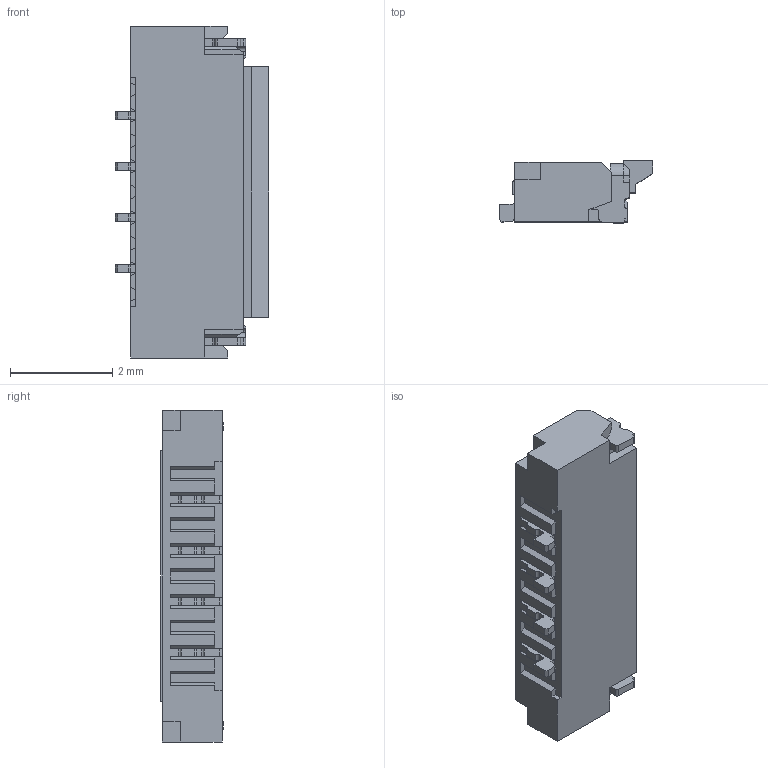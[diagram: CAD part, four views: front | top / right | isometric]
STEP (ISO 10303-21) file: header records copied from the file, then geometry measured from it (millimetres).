
FILE_DESCRIPTION(('CoCreate Modeling STEP Export'),'2;1');
FILE_NAME('FH33-4S-1SH.stp','2012-03-23T21:12:23',(''),(''),'CoCreate Modeling STEP processor for AP214 (Solid Model)','CoCreate Modeling 17.0 01-Apr-2010 (C) Parametric Technology GmbH','');
FILE_SCHEMA(('AUTOMOTIVE_DESIGN { 1 0 10303 214 1 1 1 1 }'));
Length unit declared in the file: millimetre
Products named in the file (1): FH33-4S-1SH
Bounding box: 3 x 1.22 x 6.5 mm (x, y, z)
Volume: 13.1 mm3; surface area: 84.9 mm2
Topology: 1 solids, 1 shells, 334 faces, 966 edges, 638 vertices
Faces by surface type: plane 272, cylinder 58, cone 4
Entity records: 10417 total; most frequent: ORIENTED_EDGE 1932, CARTESIAN_POINT 1844, DIRECTION 1590, EDGE_CURVE 966, VECTOR 822, LINE 822, VERTEX_POINT 638, AXIS2_PLACEMENT_3D 384
